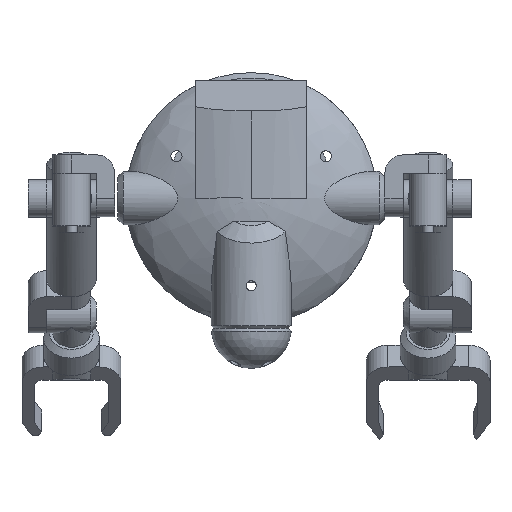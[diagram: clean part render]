
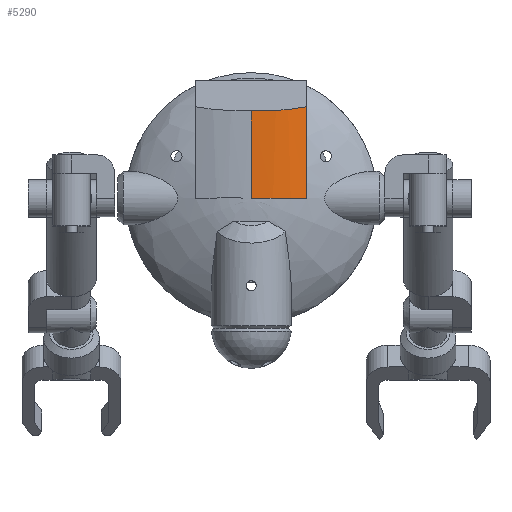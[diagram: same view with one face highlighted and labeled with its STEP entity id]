
A CAD part, top view. The second image highlights one B-rep face of the part: STEP entity #5290.
In plain terms, the highlighted free-form (B-spline) face has degree [5, 1] with [15, 2] control points.
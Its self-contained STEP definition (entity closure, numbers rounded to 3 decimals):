
#101=(
BOUNDED_CURVE()
B_SPLINE_CURVE(5,(#8506,#8507,#8508,#8509,#8510,#8511,#8512,#8513,#8514),
 .UNSPECIFIED.,.F.,.F.)
B_SPLINE_CURVE_WITH_KNOTS((6,1,1,1,6),(0.618,0.7,0.8,0.9,1.),
 .UNSPECIFIED.)
CURVE()
GEOMETRIC_REPRESENTATION_ITEM()
RATIONAL_B_SPLINE_CURVE((1.,1.,1.,1.,1.,1.,1.,1.,1.))
REPRESENTATION_ITEM('')
);
#114=(
BOUNDED_SURFACE()
B_SPLINE_SURFACE(5,1,((#8777,#8778),(#8779,#8780),(#8781,#8782),(#8783,
#8784),(#8785,#8786),(#8787,#8788),(#8789,#8790),(#8791,#8792),(#8793,#8794),
(#8795,#8796),(#8797,#8798),(#8799,#8800),(#8801,#8802),(#8803,#8804),(#8805,
#8806)),.UNSPECIFIED.,.F.,.F.,.F.)
B_SPLINE_SURFACE_WITH_KNOTS((6,1,1,1,1,1,1,1,1,1,6),(2,2),(-1.,-0.9,-0.8,
-0.7,-0.6,-0.5,-0.4,-0.3,-0.2,-0.1,-0.062),(0.,3.16),
 .UNSPECIFIED.)
GEOMETRIC_REPRESENTATION_ITEM()
RATIONAL_B_SPLINE_SURFACE(((1.,1.),(1.,1.),(1.,1.),(1.,1.),(1.,1.),(1.,
1.),(1.,1.),(1.,1.),(1.,1.),(1.,1.),(1.,1.),(1.,1.),(1.,1.),(1.,1.),(1.,
1.)))
REPRESENTATION_ITEM('')
SURFACE()
);
#431=B_SPLINE_CURVE_WITH_KNOTS('',3,(#8808,#8809,#8810,#8811,#8812,#8813),
 .UNSPECIFIED.,.F.,.F.,(4,2,4),(-4.157,-1.893,-1.325),
 .UNSPECIFIED.);
#634=FACE_OUTER_BOUND('',#976,.T.);
#976=EDGE_LOOP('',(#3833,#3834,#3835,#3836));
#1395=LINE('',#8776,#1782);
#1396=LINE('',#8814,#1783);
#1782=VECTOR('',#6339,9.);
#1783=VECTOR('',#6340,9.);
#2442=VERTEX_POINT('',#8486);
#2443=VERTEX_POINT('',#8505);
#2454=VERTEX_POINT('',#8774);
#2455=VERTEX_POINT('',#8807);
#2960=EDGE_CURVE('',#2442,#2443,#101,.T.);
#2986=EDGE_CURVE('',#2442,#2454,#1395,.T.);
#2987=EDGE_CURVE('',#2455,#2454,#431,.T.);
#2988=EDGE_CURVE('',#2443,#2455,#1396,.T.);
#3833=ORIENTED_EDGE('',*,*,#2960,.F.);
#3834=ORIENTED_EDGE('',*,*,#2986,.T.);
#3835=ORIENTED_EDGE('',*,*,#2987,.F.);
#3836=ORIENTED_EDGE('',*,*,#2988,.F.);
#5290=ADVANCED_FACE('',(#634),#114,.T.);
#6339=DIRECTION('',(0.,1.,0.));
#6340=DIRECTION('',(0.,1.,0.));
#8486=CARTESIAN_POINT('',(9.215,0.018,32.362));
#8505=CARTESIAN_POINT('',(0.215,0.018,33.534));
#8506=CARTESIAN_POINT('Ctrl Pts',(9.215,0.018,32.362));
#8507=CARTESIAN_POINT('Ctrl Pts',(8.872,0.018,32.466));
#8508=CARTESIAN_POINT('Ctrl Pts',(8.121,0.018,32.683));
#8509=CARTESIAN_POINT('Ctrl Pts',(6.979,0.018,32.972));
#8510=CARTESIAN_POINT('Ctrl Pts',(5.413,0.018,33.27));
#8511=CARTESIAN_POINT('Ctrl Pts',(3.645,0.018,33.449));
#8512=CARTESIAN_POINT('Ctrl Pts',(2.03,0.018,33.519));
#8513=CARTESIAN_POINT('Ctrl Pts',(0.839,0.018,
33.534));
#8514=CARTESIAN_POINT('Ctrl Pts',(0.215,0.018,
33.534));
#8774=CARTESIAN_POINT('',(9.215,14.782,32.362));
#8776=CARTESIAN_POINT('',(9.215,0.018,32.362));
#8777=CARTESIAN_POINT('Ctrl Pts',(0.215,0.018,
33.534));
#8778=CARTESIAN_POINT('Ctrl Pts',(0.215,28.454,33.534));
#8779=CARTESIAN_POINT('Ctrl Pts',(0.839,0.018,
33.534));
#8780=CARTESIAN_POINT('Ctrl Pts',(0.839,28.454,33.534));
#8781=CARTESIAN_POINT('Ctrl Pts',(2.03,0.018,33.519));
#8782=CARTESIAN_POINT('Ctrl Pts',(2.03,28.454,33.519));
#8783=CARTESIAN_POINT('Ctrl Pts',(3.645,0.018,33.449));
#8784=CARTESIAN_POINT('Ctrl Pts',(3.645,28.454,33.449));
#8785=CARTESIAN_POINT('Ctrl Pts',(5.496,0.018,33.262));
#8786=CARTESIAN_POINT('Ctrl Pts',(5.496,28.454,33.262));
#8787=CARTESIAN_POINT('Ctrl Pts',(7.534,0.018,32.865));
#8788=CARTESIAN_POINT('Ctrl Pts',(7.534,28.454,32.865));
#8789=CARTESIAN_POINT('Ctrl Pts',(9.55,0.018,32.292));
#8790=CARTESIAN_POINT('Ctrl Pts',(9.55,28.454,32.292));
#8791=CARTESIAN_POINT('Ctrl Pts',(11.743,0.018,31.533));
#8792=CARTESIAN_POINT('Ctrl Pts',(11.743,28.454,31.533));
#8793=CARTESIAN_POINT('Ctrl Pts',(14.179,0.018,30.578));
#8794=CARTESIAN_POINT('Ctrl Pts',(14.179,28.454,30.578));
#8795=CARTESIAN_POINT('Ctrl Pts',(16.673,0.018,29.431));
#8796=CARTESIAN_POINT('Ctrl Pts',(16.673,28.454,29.431));
#8797=CARTESIAN_POINT('Ctrl Pts',(18.613,0.018,28.268));
#8798=CARTESIAN_POINT('Ctrl Pts',(18.613,28.454,28.268));
#8799=CARTESIAN_POINT('Ctrl Pts',(19.734,0.018,27.273));
#8800=CARTESIAN_POINT('Ctrl Pts',(19.734,28.454,27.273));
#8801=CARTESIAN_POINT('Ctrl Pts',(20.264,0.018,26.525));
#8802=CARTESIAN_POINT('Ctrl Pts',(20.264,28.454,26.525));
#8803=CARTESIAN_POINT('Ctrl Pts',(20.474,0.018,26.077));
#8804=CARTESIAN_POINT('Ctrl Pts',(20.474,28.454,26.077));
#8805=CARTESIAN_POINT('Ctrl Pts',(20.525,0.018,25.953));
#8806=CARTESIAN_POINT('Ctrl Pts',(20.525,28.454,25.953));
#8807=CARTESIAN_POINT('',(0.215,14.106,33.534));
#8808=CARTESIAN_POINT('Ctrl Pts',(0.215,14.106,33.534));
#8809=CARTESIAN_POINT('Ctrl Pts',(2.967,14.106,33.534));
#8810=CARTESIAN_POINT('Ctrl Pts',(4.926,14.208,33.358));
#8811=CARTESIAN_POINT('Ctrl Pts',(7.146,14.464,32.913));
#8812=CARTESIAN_POINT('Ctrl Pts',(7.982,14.567,32.736));
#8813=CARTESIAN_POINT('Ctrl Pts',(9.215,14.782,32.362));
#8814=CARTESIAN_POINT('',(0.215,0.018,33.534));
